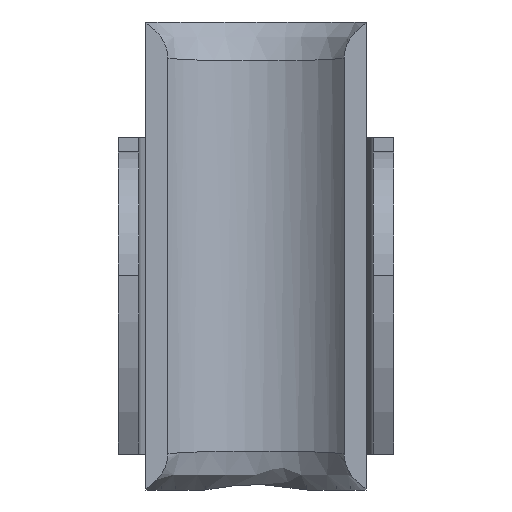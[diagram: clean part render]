
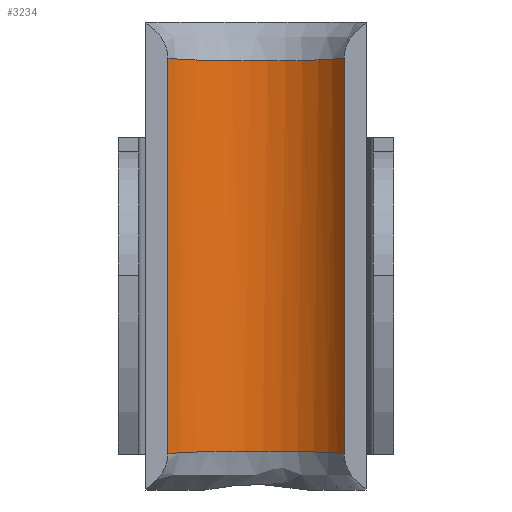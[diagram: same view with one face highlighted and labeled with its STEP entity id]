
A CAD part, front view. The second image highlights one B-rep face of the part: STEP entity #3234.
In plain terms, the highlighted cylindrical face has radius 8 mm (diameter 16 mm), a partial arc.
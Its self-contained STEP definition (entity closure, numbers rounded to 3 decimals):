
#104 = B_SPLINE_CURVE_WITH_KNOTS ( 'NONE', 3,
 ( #1074, #3975, #2999, #4130, #2399, #4353, #962, #596, #2834, #2521, #3034, #5518, #1051, #1429, #233, #4934, #3687, #1316, #3431, #1254, #5059, #4452, #2160, #5694, #4305, #1116 ),
 .UNSPECIFIED., .F., .F.,
 ( 4, 2, 2, 2, 2, 2, 2, 2, 2, 2, 2, 2, 4 ),
 ( 0., 0.002, 0.003, 0.004, 0.005, 0.006, 0.007, 0.009, 0.01, 0.011, 0.012, 0.013, 0.015 ),
 .UNSPECIFIED. ) ;
#196 = CARTESIAN_POINT ( 'NONE',  ( -1.237, -0.072, 14.175 ) ) ;
#233 = CARTESIAN_POINT ( 'NONE',  ( 1.237, -0.072, -14.175 ) ) ;
#238 = CARTESIAN_POINT ( 'NONE',  ( -4.122, -1.137, 14.231 ) ) ;
#295 = EDGE_CURVE ( 'NONE', #1928, #5163, #104, .T. ) ;
#445 = ORIENTED_EDGE ( 'NONE', *, *, #295, .T. ) ;
#447 = CARTESIAN_POINT ( 'NONE',  ( -2.143, -0.286, 14.186 ) ) ;
#596 = CARTESIAN_POINT ( 'NONE',  ( -3.305, -0.708, -14.208 ) ) ;
#848 = CARTESIAN_POINT ( 'NONE',  ( 1.237, -0.072, 14.175 ) ) ;
#904 = VERTEX_POINT ( 'NONE', #2575 ) ;
#910 = DIRECTION ( 'NONE',  ( 0., 0., -1. ) ) ;
#961 = VERTEX_POINT ( 'NONE', #4665 ) ;
#962 = CARTESIAN_POINT ( 'NONE',  ( -3.855, -0.983, -14.223 ) ) ;
#1000 = FACE_OUTER_BOUND ( 'NONE', #4593, .T. ) ;
#1051 = CARTESIAN_POINT ( 'NONE',  ( -0.624, 0., -14.172 ) ) ;
#1074 = CARTESIAN_POINT ( 'NONE',  ( -6.4, -3.2, -14.363 ) ) ;
#1116 = CARTESIAN_POINT ( 'NONE',  ( 6.4, -3.2, -14.363 ) ) ;
#1125 = EDGE_CURVE ( 'NONE', #961, #904, #3199, .T. ) ;
#1242 = CARTESIAN_POINT ( 'NONE',  ( 5.602, -2.256, 14.298 ) ) ;
#1254 = CARTESIAN_POINT ( 'NONE',  ( 3.855, -0.983, -14.223 ) ) ;
#1316 = CARTESIAN_POINT ( 'NONE',  ( 3.023, -0.587, -14.201 ) ) ;
#1412 = DIRECTION ( 'NONE',  ( 0., 0., -1. ) ) ;
#1424 = CARTESIAN_POINT ( 'NONE',  ( 4.641, -1.476, 14.251 ) ) ;
#1429 = CARTESIAN_POINT ( 'NONE',  ( 0.624, 0., -14.172 ) ) ;
#1502 = CARTESIAN_POINT ( 'NONE',  ( -2.443, -0.376, 14.19 ) ) ;
#1534 = CARTESIAN_POINT ( 'NONE',  ( 6.4, -3.2, 17. ) ) ;
#1546 = AXIS2_PLACEMENT_3D ( 'NONE', #3480, #2962, #2833 ) ;
#1928 = VERTEX_POINT ( 'NONE', #3097 ) ;
#2129 = CARTESIAN_POINT ( 'NONE',  ( 6.026, -2.702, 14.328 ) ) ;
#2160 = CARTESIAN_POINT ( 'NONE',  ( 4.892, -1.662, -14.262 ) ) ;
#2192 = CARTESIAN_POINT ( 'NONE',  ( 3.023, -0.587, 14.201 ) ) ;
#2399 = CARTESIAN_POINT ( 'NONE',  ( -4.641, -1.477, -14.251 ) ) ;
#2450 = CARTESIAN_POINT ( 'NONE',  ( -4.641, -1.477, 14.251 ) ) ;
#2521 = CARTESIAN_POINT ( 'NONE',  ( -2.443, -0.376, -14.19 ) ) ;
#2575 = CARTESIAN_POINT ( 'NONE',  ( -6.4, -3.2, 14.363 ) ) ;
#2811 = ORIENTED_EDGE ( 'NONE', *, *, #5118, .T. ) ;
#2827 = CARTESIAN_POINT ( 'NONE',  ( 3.855, -0.983, 14.223 ) ) ;
#2833 = DIRECTION ( 'NONE',  ( -1., 0., 0. ) ) ;
#2834 = CARTESIAN_POINT ( 'NONE',  ( -3.023, -0.587, -14.201 ) ) ;
#2962 = DIRECTION ( 'NONE',  ( 0., 0., -1. ) ) ;
#2994 = CARTESIAN_POINT ( 'NONE',  ( 4.122, -1.137, 14.231 ) ) ;
#2999 = CARTESIAN_POINT ( 'NONE',  ( -5.602, -2.256, -14.298 ) ) ;
#3034 = CARTESIAN_POINT ( 'NONE',  ( -2.143, -0.286, -14.186 ) ) ;
#3083 = CYLINDRICAL_SURFACE ( 'NONE', #1546, 8. ) ;
#3087 = CARTESIAN_POINT ( 'NONE',  ( 0.624, 0., 14.172 ) ) ;
#3097 = CARTESIAN_POINT ( 'NONE',  ( -6.4, -3.2, -14.363 ) ) ;
#3199 = B_SPLINE_CURVE_WITH_KNOTS ( 'NONE', 3,
 ( #5470, #2129, #1242, #3403, #1424, #2994, #2827, #5245, #2192, #3843, #4669, #848, #3087, #5141, #196, #447, #1502, #4433, #3675, #5645, #238, #2450, #4287, #5562, #3690, #4965 ),
 .UNSPECIFIED., .F., .F.,
 ( 4, 2, 2, 2, 2, 2, 2, 2, 2, 2, 2, 2, 4 ),
 ( 0., 0.002, 0.003, 0.004, 0.005, 0.006, 0.007, 0.009, 0.01, 0.011, 0.012, 0.013, 0.015 ),
 .UNSPECIFIED. ) ;
#3234 = ADVANCED_FACE ( 'NONE', ( #1000 ), #3083, .F. ) ;
#3236 = VECTOR ( 'NONE', #1412, 1000. ) ;
#3288 = LINE ( 'NONE', #1534, #3236 ) ;
#3403 = CARTESIAN_POINT ( 'NONE',  ( 4.892, -1.662, 14.262 ) ) ;
#3431 = CARTESIAN_POINT ( 'NONE',  ( 3.305, -0.708, -14.208 ) ) ;
#3480 = CARTESIAN_POINT ( 'NONE',  ( 0., -8., 17. ) ) ;
#3502 = CARTESIAN_POINT ( 'NONE',  ( -6.4, -3.2, 17. ) ) ;
#3524 = CARTESIAN_POINT ( 'NONE',  ( 6.4, -3.2, -14.363 ) ) ;
#3675 = CARTESIAN_POINT ( 'NONE',  ( -3.305, -0.708, 14.208 ) ) ;
#3687 = CARTESIAN_POINT ( 'NONE',  ( 2.442, -0.376, -14.19 ) ) ;
#3690 = CARTESIAN_POINT ( 'NONE',  ( -6.026, -2.702, 14.328 ) ) ;
#3781 = EDGE_CURVE ( 'NONE', #961, #5163, #3288, .T. ) ;
#3843 = CARTESIAN_POINT ( 'NONE',  ( 2.442, -0.376, 14.19 ) ) ;
#3975 = CARTESIAN_POINT ( 'NONE',  ( -6.026, -2.702, -14.328 ) ) ;
#4130 = CARTESIAN_POINT ( 'NONE',  ( -4.892, -1.663, -14.262 ) ) ;
#4287 = CARTESIAN_POINT ( 'NONE',  ( -4.892, -1.663, 14.262 ) ) ;
#4305 = CARTESIAN_POINT ( 'NONE',  ( 6.026, -2.702, -14.328 ) ) ;
#4353 = CARTESIAN_POINT ( 'NONE',  ( -4.122, -1.137, -14.231 ) ) ;
#4433 = CARTESIAN_POINT ( 'NONE',  ( -3.023, -0.587, 14.201 ) ) ;
#4452 = CARTESIAN_POINT ( 'NONE',  ( 4.641, -1.476, -14.251 ) ) ;
#4593 = EDGE_LOOP ( 'NONE', ( #2811, #445, #5259, #4889 ) ) ;
#4665 = CARTESIAN_POINT ( 'NONE',  ( 6.4, -3.2, 14.363 ) ) ;
#4669 = CARTESIAN_POINT ( 'NONE',  ( 2.143, -0.286, 14.186 ) ) ;
#4889 = ORIENTED_EDGE ( 'NONE', *, *, #1125, .T. ) ;
#4934 = CARTESIAN_POINT ( 'NONE',  ( 2.143, -0.286, -14.186 ) ) ;
#4965 = CARTESIAN_POINT ( 'NONE',  ( -6.4, -3.2, 14.363 ) ) ;
#5008 = VECTOR ( 'NONE', #910, 1000. ) ;
#5059 = CARTESIAN_POINT ( 'NONE',  ( 4.122, -1.137, -14.231 ) ) ;
#5118 = EDGE_CURVE ( 'NONE', #904, #1928, #5285, .T. ) ;
#5141 = CARTESIAN_POINT ( 'NONE',  ( -0.624, 0., 14.172 ) ) ;
#5163 = VERTEX_POINT ( 'NONE', #3524 ) ;
#5245 = CARTESIAN_POINT ( 'NONE',  ( 3.305, -0.708, 14.208 ) ) ;
#5259 = ORIENTED_EDGE ( 'NONE', *, *, #3781, .F. ) ;
#5285 = LINE ( 'NONE', #3502, #5008 ) ;
#5470 = CARTESIAN_POINT ( 'NONE',  ( 6.4, -3.2, 14.363 ) ) ;
#5518 = CARTESIAN_POINT ( 'NONE',  ( -1.237, -0.072, -14.175 ) ) ;
#5562 = CARTESIAN_POINT ( 'NONE',  ( -5.602, -2.256, 14.298 ) ) ;
#5645 = CARTESIAN_POINT ( 'NONE',  ( -3.855, -0.983, 14.223 ) ) ;
#5694 = CARTESIAN_POINT ( 'NONE',  ( 5.602, -2.256, -14.298 ) ) ;
